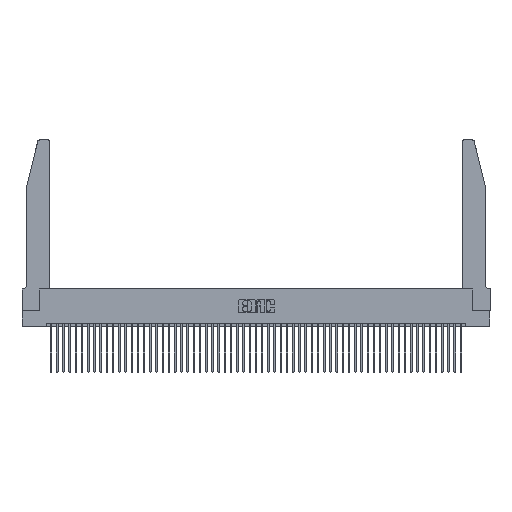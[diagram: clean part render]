
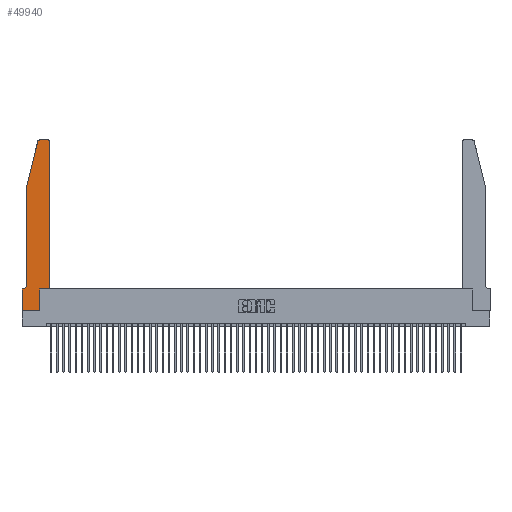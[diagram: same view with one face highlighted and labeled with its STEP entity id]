
A CAD part, top view. The second image highlights one B-rep face of the part: STEP entity #49940.
In plain terms, the highlighted planar face has unit normal (0, 0, 1).
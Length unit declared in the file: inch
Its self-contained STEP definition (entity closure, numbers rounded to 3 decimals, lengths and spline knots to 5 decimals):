
#338 = ORIENTED_EDGE ( 'NONE', *, *, #9600, .T. ) ;
#556 = CARTESIAN_POINT ( 'NONE',  ( 0., 0., 0.37 ) ) ;
#966 = CARTESIAN_POINT ( 'NONE',  ( 0., 0.35, 0.37 ) ) ;
#2292 = VECTOR ( 'NONE', #27615, 39.37008 ) ;
#2694 = AXIS2_PLACEMENT_3D ( 'NONE', #9801, #22558, #42921 ) ;
#3437 = FACE_OUTER_BOUND ( 'NONE', #9783, .T. ) ;
#3476 = EDGE_CURVE ( 'NONE', #39281, #39303, #33295, .T. ) ;
#5144 = ORIENTED_EDGE ( 'NONE', *, *, #47651, .T. ) ;
#5192 = AXIS2_PLACEMENT_3D ( 'NONE', #48077, #47898, #39700 ) ;
#5771 = CARTESIAN_POINT ( 'NONE',  ( 0.284, 2.75, 0.37 ) ) ;
#5929 = ORIENTED_EDGE ( 'NONE', *, *, #35677, .T. ) ;
#6257 = CIRCLE ( 'NONE', #2694, 0.03 ) ;
#6331 = VECTOR ( 'NONE', #17207, 39.37008 ) ;
#8107 = CARTESIAN_POINT ( 'NONE',  ( 0.0755, 2., 0.37 ) ) ;
#8889 = LINE ( 'NONE', #13539, #6331 ) ;
#9600 = EDGE_CURVE ( 'NONE', #46151, #43536, #13253, .T. ) ;
#9637 = EDGE_CURVE ( 'NONE', #12394, #48216, #52393, .T. ) ;
#9783 = EDGE_LOOP ( 'NONE', ( #37593, #40890, #40170, #39742, #48824, #52029, #5929, #338, #26829, #53218, #5144, #24846 ) ) ;
#9801 = CARTESIAN_POINT ( 'NONE',  ( 0.284, 2.72, 0.37 ) ) ;
#11661 = EDGE_CURVE ( 'NONE', #30733, #46961, #26839, .T. ) ;
#12394 = VERTEX_POINT ( 'NONE', #14308 ) ;
#13077 = CARTESIAN_POINT ( 'NONE',  ( 0.4505, 0.35, 0.37 ) ) ;
#13204 = VECTOR ( 'NONE', #20946, 39.37008 ) ;
#13253 = LINE ( 'NONE', #50354, #18503 ) ;
#13531 = CARTESIAN_POINT ( 'NONE',  ( 0.0755, 0.35, 0.37 ) ) ;
#13539 = CARTESIAN_POINT ( 'NONE',  ( 0.4505, 0.35, 0.37 ) ) ;
#13874 = VECTOR ( 'NONE', #28526, 39.37008 ) ;
#14308 = CARTESIAN_POINT ( 'NONE',  ( 0.0755, 2., 0.37 ) ) ;
#15862 = LINE ( 'NONE', #8107, #13874 ) ;
#17168 = CARTESIAN_POINT ( 'NONE',  ( 0.2605, 2.75, 0.37 ) ) ;
#17207 = DIRECTION ( 'NONE',  ( 0., 1., 0. ) ) ;
#18358 = VECTOR ( 'NONE', #42125, 39.37008 ) ;
#18503 = VECTOR ( 'NONE', #50001, 39.37008 ) ;
#19567 = CIRCLE ( 'NONE', #26961, 0.07 ) ;
#19786 = AXIS2_PLACEMENT_3D ( 'NONE', #966, #51090, #51441 ) ;
#20050 = CARTESIAN_POINT ( 'NONE',  ( 0.4505, 0.35, 0.37 ) ) ;
#20614 = VERTEX_POINT ( 'NONE', #49738 ) ;
#20875 = EDGE_CURVE ( 'NONE', #45695, #50746, #6257, .T. ) ;
#20946 = DIRECTION ( 'NONE',  ( 0., -1., 0. ) ) ;
#21345 = DIRECTION ( 'NONE',  ( -1., 0., 0. ) ) ;
#21536 = EDGE_CURVE ( 'NONE', #43536, #20614, #35552, .T. ) ;
#22558 = DIRECTION ( 'NONE',  ( 0., 0., 1. ) ) ;
#24309 = CARTESIAN_POINT ( 'NONE',  ( 0.0055, 0.42, 0.37 ) ) ;
#24663 = DIRECTION ( 'NONE',  ( 0., 0., -1. ) ) ;
#24846 = ORIENTED_EDGE ( 'NONE', *, *, #3476, .T. ) ;
#25230 = EDGE_CURVE ( 'NONE', #39303, #45695, #30000, .T. ) ;
#26829 = ORIENTED_EDGE ( 'NONE', *, *, #21536, .T. ) ;
#26839 = LINE ( 'NONE', #13531, #18358 ) ;
#26961 = AXIS2_PLACEMENT_3D ( 'NONE', #24309, #24663, #53987 ) ;
#26985 = VECTOR ( 'NONE', #37776, 39.37008 ) ;
#27615 = DIRECTION ( 'NONE',  ( 0., 1., 0. ) ) ;
#28526 = DIRECTION ( 'NONE',  ( -0.239, -0.971, 0. ) ) ;
#29100 = CARTESIAN_POINT ( 'NONE',  ( 0.2865, 0., 0.37 ) ) ;
#30000 = LINE ( 'NONE', #17168, #45635 ) ;
#30733 = VERTEX_POINT ( 'NONE', #48278 ) ;
#33018 = CARTESIAN_POINT ( 'NONE',  ( 0., 0., 0.37 ) ) ;
#33295 = CIRCLE ( 'NONE', #5192, 0.03 ) ;
#33748 = CARTESIAN_POINT ( 'NONE',  ( 0.0755, 0.42, 0.37 ) ) ;
#33795 = LINE ( 'NONE', #13077, #44243 ) ;
#34733 = CARTESIAN_POINT ( 'NONE',  ( 0.4505, 2.72, 0.37 ) ) ;
#35552 = LINE ( 'NONE', #40171, #2292 ) ;
#35677 = EDGE_CURVE ( 'NONE', #46961, #46151, #45807, .T. ) ;
#37593 = ORIENTED_EDGE ( 'NONE', *, *, #25230, .T. ) ;
#37659 = EDGE_CURVE ( 'NONE', #48216, #30733, #19567, .T. ) ;
#37776 = DIRECTION ( 'NONE',  ( 0., -1., 0. ) ) ;
#38497 = PLANE ( 'NONE',  #19786 ) ;
#38611 = EDGE_CURVE ( 'NONE', #20614, #41072, #33795, .T. ) ;
#39281 = VERTEX_POINT ( 'NONE', #34733 ) ;
#39303 = VERTEX_POINT ( 'NONE', #43061 ) ;
#39700 = DIRECTION ( 'NONE',  ( 1., 0., 0. ) ) ;
#39742 = ORIENTED_EDGE ( 'NONE', *, *, #9637, .T. ) ;
#40170 = ORIENTED_EDGE ( 'NONE', *, *, #49621, .T. ) ;
#40171 = CARTESIAN_POINT ( 'NONE',  ( 0.2865, 0.35, 0.37 ) ) ;
#40890 = ORIENTED_EDGE ( 'NONE', *, *, #20875, .T. ) ;
#41072 = VERTEX_POINT ( 'NONE', #20050 ) ;
#42125 = DIRECTION ( 'NONE',  ( -1., 0., 0. ) ) ;
#42921 = DIRECTION ( 'NONE',  ( 1., 0., 0. ) ) ;
#43061 = CARTESIAN_POINT ( 'NONE',  ( 0.4205, 2.75, 0.37 ) ) ;
#43305 = DIRECTION ( 'NONE',  ( 1., 0., 0. ) ) ;
#43536 = VERTEX_POINT ( 'NONE', #29100 ) ;
#44243 = VECTOR ( 'NONE', #43305, 39.37008 ) ;
#45635 = VECTOR ( 'NONE', #21345, 39.37008 ) ;
#45695 = VERTEX_POINT ( 'NONE', #5771 ) ;
#45807 = LINE ( 'NONE', #33018, #13204 ) ;
#46151 = VERTEX_POINT ( 'NONE', #556 ) ;
#46961 = VERTEX_POINT ( 'NONE', #50774 ) ;
#47651 = EDGE_CURVE ( 'NONE', #41072, #39281, #8889, .T. ) ;
#47898 = DIRECTION ( 'NONE',  ( 0., 0., 1. ) ) ;
#48077 = CARTESIAN_POINT ( 'NONE',  ( 0.4205, 2.72, 0.37 ) ) ;
#48216 = VERTEX_POINT ( 'NONE', #33748 ) ;
#48278 = CARTESIAN_POINT ( 'NONE',  ( 0.0055, 0.35, 0.37 ) ) ;
#48824 = ORIENTED_EDGE ( 'NONE', *, *, #37659, .T. ) ;
#49621 = EDGE_CURVE ( 'NONE', #50746, #12394, #15862, .T. ) ;
#49738 = CARTESIAN_POINT ( 'NONE',  ( 0.2865, 0.35, 0.37 ) ) ;
#49826 = CARTESIAN_POINT ( 'NONE',  ( 0.0755, 2., 0.37 ) ) ;
#49940 = ADVANCED_FACE ( 'NONE', ( #3437 ), #38497, .T. ) ;
#50001 = DIRECTION ( 'NONE',  ( 1., 0., 0. ) ) ;
#50354 = CARTESIAN_POINT ( 'NONE',  ( 0., 0., 0.37 ) ) ;
#50746 = VERTEX_POINT ( 'NONE', #53172 ) ;
#50774 = CARTESIAN_POINT ( 'NONE',  ( 0., 0.35, 0.37 ) ) ;
#51090 = DIRECTION ( 'NONE',  ( 0., 0., 1. ) ) ;
#51441 = DIRECTION ( 'NONE',  ( 1., 0., 0. ) ) ;
#52029 = ORIENTED_EDGE ( 'NONE', *, *, #11661, .T. ) ;
#52393 = LINE ( 'NONE', #49826, #26985 ) ;
#53172 = CARTESIAN_POINT ( 'NONE',  ( 0.25487, 2.72718, 0.37 ) ) ;
#53218 = ORIENTED_EDGE ( 'NONE', *, *, #38611, .T. ) ;
#53987 = DIRECTION ( 'NONE',  ( -1., 0., 0. ) ) ;
